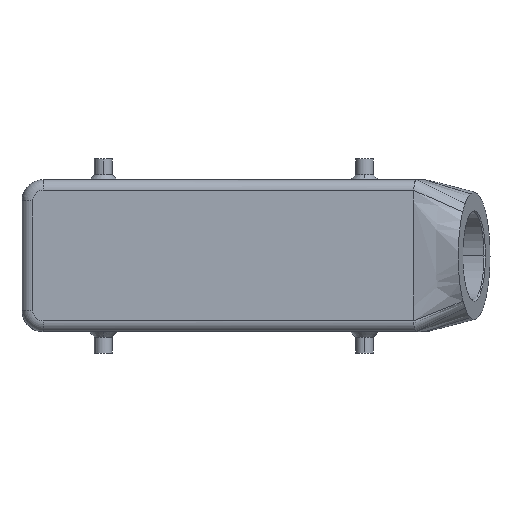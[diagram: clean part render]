
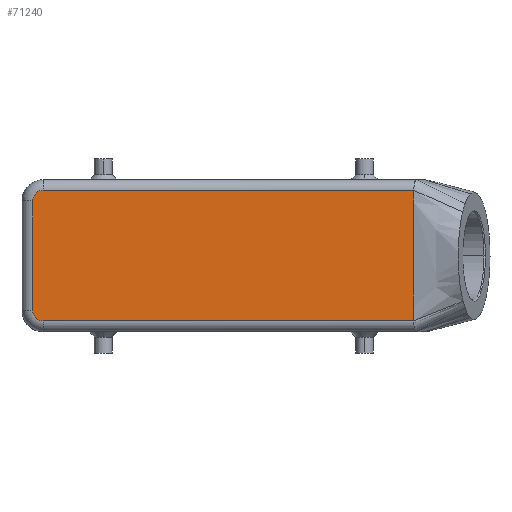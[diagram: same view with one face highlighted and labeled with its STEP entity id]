
A CAD part, top view. The second image highlights one B-rep face of the part: STEP entity #71240.
In plain terms, the highlighted planar face has unit normal (0, 0, 1).
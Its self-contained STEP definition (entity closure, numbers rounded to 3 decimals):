
#42480=CARTESIAN_POINT('',(-54.,18.5,63.));
#42490=DIRECTION('',(1.,0.,0.));
#42500=VECTOR('',#42490,105.);
#42510=LINE('',#42480,#42500);
#42520=CARTESIAN_POINT('',(-54.,18.5,63.));
#42530=VERTEX_POINT('',#42520);
#42540=CARTESIAN_POINT('',(51.,18.5,63.));
#42550=VERTEX_POINT('',#42540);
#42560=EDGE_CURVE('',#42530,#42550,#42510,.T.);
#43060=CARTESIAN_POINT('',(-57.,15.5,63.));
#43070=VERTEX_POINT('',#43060);
#43100=CARTESIAN_POINT('',(-57.,-15.5,63.));
#43110=DIRECTION('',(0.,1.,0.));
#43120=VECTOR('',#43110,31.);
#43130=LINE('',#43100,#43120);
#43140=CARTESIAN_POINT('',(-57.,-15.5,63.));
#43150=VERTEX_POINT('',#43140);
#43160=EDGE_CURVE('',#43150,#43070,#43130,.T.);
#43400=CARTESIAN_POINT('',(51.,-18.5,63.));
#43410=DIRECTION('',(-1.,0.,0.));
#43420=VECTOR('',#43410,105.);
#43430=LINE('',#43400,#43420);
#43440=CARTESIAN_POINT('',(51.,-18.5,63.));
#43450=VERTEX_POINT('',#43440);
#43460=CARTESIAN_POINT('',(-54.,-18.5,63.));
#43470=VERTEX_POINT('',#43460);
#43480=EDGE_CURVE('',#43450,#43470,#43430,.T.);
#64020=CARTESIAN_POINT('',(51.,-18.5,63.));
#64030=DIRECTION('',(0.,1.,0.));
#64040=VECTOR('',#64030,4.21);
#64050=LINE('',#64020,#64040);
#64060=CARTESIAN_POINT('',(51.,-14.29,63.));
#64070=VERTEX_POINT('',#64060);
#64080=EDGE_CURVE('',#43450,#64070,#64050,.T.);
#64100=CARTESIAN_POINT('',(51.,-14.29,63.));
#64110=DIRECTION('',(0.,1.,0.));
#64120=VECTOR('',#64110,29.445);
#64130=LINE('',#64100,#64120);
#64140=CARTESIAN_POINT('',(51.,15.155,63.));
#64150=VERTEX_POINT('',#64140);
#64160=EDGE_CURVE('',#64070,#64150,#64130,.T.);
#64180=CARTESIAN_POINT('',(51.,15.155,63.));
#64190=DIRECTION('',(0.,1.,0.));
#64200=VECTOR('',#64190,3.345);
#64210=LINE('',#64180,#64200);
#64220=EDGE_CURVE('',#64150,#42550,#64210,.T.);
#70040=CARTESIAN_POINT('',(-54.,-15.5,63.));
#70050=DIRECTION('',(0.,0.,-1.));
#70060=DIRECTION('',(-0.707,-0.707,0.));
#70070=AXIS2_PLACEMENT_3D('',#70040,#70050,#70060);
#70080=CIRCLE('',#70070,3.);
#70090=EDGE_CURVE('',#43470,#43150,#70080,.T.);
#70600=CARTESIAN_POINT('',(-54.,15.5,63.));
#70610=DIRECTION('',(0.,0.,-1.));
#70620=DIRECTION('',(-0.707,0.707,0.));
#70630=AXIS2_PLACEMENT_3D('',#70600,#70610,#70620);
#70640=CIRCLE('',#70630,3.);
#70650=EDGE_CURVE('',#43070,#42530,#70640,.T.);
#71090=CARTESIAN_POINT('',(51.,0.,63.));
#71100=DIRECTION('',(0.,0.,1.));
#71110=DIRECTION('',(1.,0.,0.));
#71120=AXIS2_PLACEMENT_3D('',#71090,#71100,#71110);
#71130=PLANE('',#71120);
#71140=ORIENTED_EDGE('',*,*,#64220,.T.);
#71150=ORIENTED_EDGE('',*,*,#64160,.T.);
#71160=ORIENTED_EDGE('',*,*,#64080,.T.);
#71170=ORIENTED_EDGE('',*,*,#43480,.F.);
#71180=ORIENTED_EDGE('',*,*,#70090,.F.);
#71190=ORIENTED_EDGE('',*,*,#43160,.F.);
#71200=ORIENTED_EDGE('',*,*,#70650,.F.);
#71210=ORIENTED_EDGE('',*,*,#42560,.F.);
#71220=EDGE_LOOP('',(#71210,#71200,#71190,#71180,#71170,#71160,#71150,
#71140));
#71230=FACE_OUTER_BOUND('',#71220,.T.);
#71240=ADVANCED_FACE('',(#71230),#71130,.T.);
